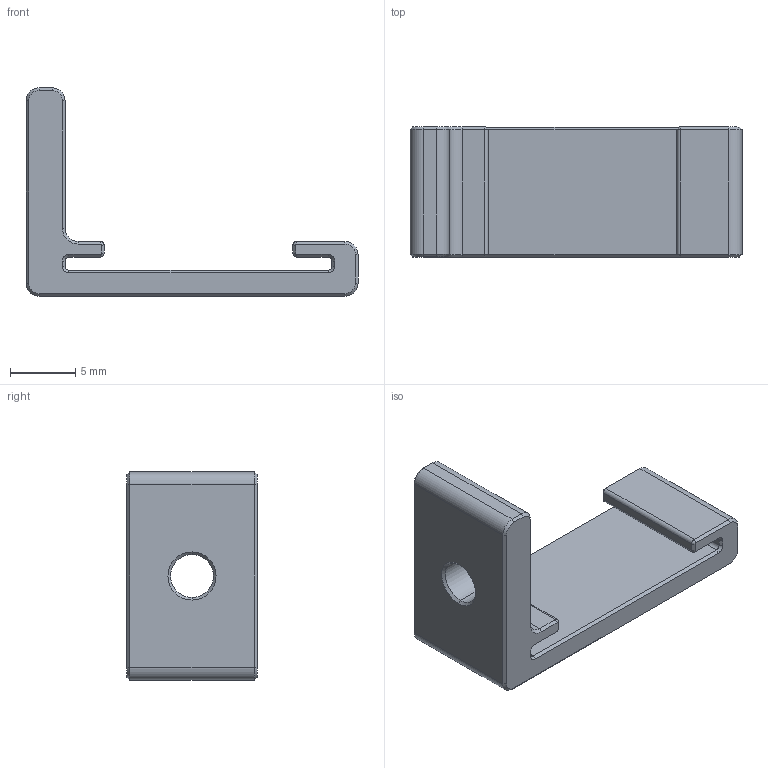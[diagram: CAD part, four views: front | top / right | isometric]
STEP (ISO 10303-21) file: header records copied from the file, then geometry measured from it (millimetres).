
FILE_DESCRIPTION (( 'STEP AP203' ), '1' );
FILE_NAME ('誘盄杶.STEP', '2023-09-09T06:50:08', ( 'Leo' ), ( '' ), 'SwSTEP 2.0', 'SolidWorks 2018', '' );
FILE_SCHEMA (( 'CONFIG_CONTROL_DESIGN' ));
Length unit declared in the file: millimetre
Products named in the file (1): 誘盄杶
Bounding box: 25.5 x 10 x 16 mm (x, y, z)
Volume: 1007.5 mm3; surface area: 1154.6 mm2
Topology: 1 solids, 1 shells, 92 faces, 210 edges, 120 vertices
Faces by surface type: plane 44, cone 32, cylinder 16
Entity records: 2599 total; most frequent: DIRECTION 460, CARTESIAN_POINT 423, ORIENTED_EDGE 420, EDGE_CURVE 210, AXIS2_PLACEMENT_3D 157, VECTOR 146, LINE 146, VERTEX_POINT 120
